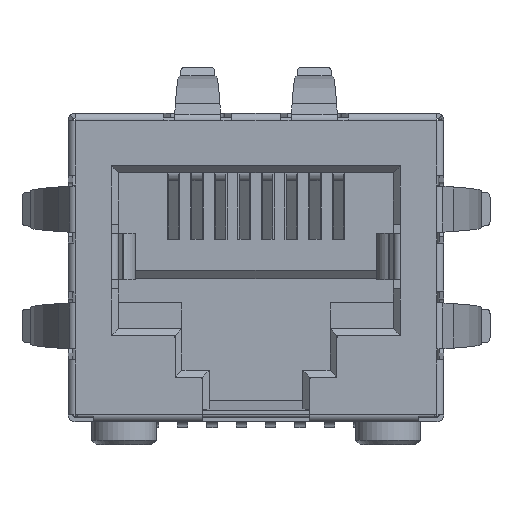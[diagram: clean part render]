
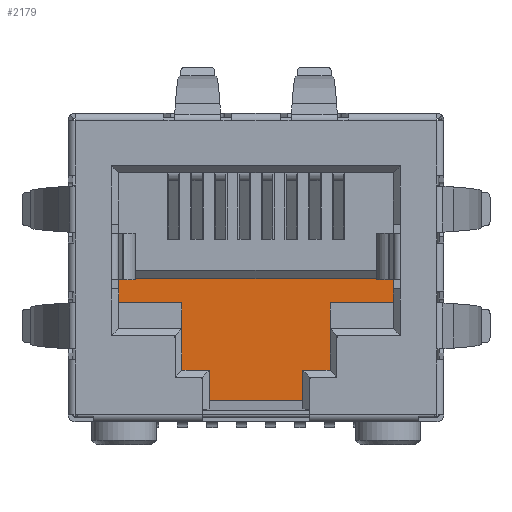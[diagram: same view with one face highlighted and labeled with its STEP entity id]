
A CAD part, front view. The second image highlights one B-rep face of the part: STEP entity #2179.
In plain terms, the highlighted planar face has unit normal (0, -1, 0).
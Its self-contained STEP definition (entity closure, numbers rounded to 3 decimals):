
#2179 = ADVANCED_FACE( '', ( #4513 ), #4514, .T. );
#4513 = FACE_OUTER_BOUND( '', #7451, .T. );
#4514 = PLANE( '', #7452 );
#7451 = EDGE_LOOP( '', ( #14017, #14018, #14019, #14020, #14021, #14022, #14023, #14024, #14025, #14026 ) );
#7452 = AXIS2_PLACEMENT_3D( '', #14027, #14028, #14029 );
#14017 = ORIENTED_EDGE( '', *, *, #16097, .F. );
#14018 = ORIENTED_EDGE( '', *, *, #17848, .T. );
#14019 = ORIENTED_EDGE( '', *, *, #16072, .T. );
#14020 = ORIENTED_EDGE( '', *, *, #17579, .T. );
#14021 = ORIENTED_EDGE( '', *, *, #15405, .T. );
#14022 = ORIENTED_EDGE( '', *, *, #16985, .T. );
#14023 = ORIENTED_EDGE( '', *, *, #17516, .T. );
#14024 = ORIENTED_EDGE( '', *, *, #17760, .F. );
#14025 = ORIENTED_EDGE( '', *, *, #18022, .T. );
#14026 = ORIENTED_EDGE( '', *, *, #18013, .T. );
#14027 = CARTESIAN_POINT( '', ( -5.95, 0.4, 4.105 ) );
#14028 = DIRECTION( '', ( 0., -1., 0. ) );
#14029 = DIRECTION( '', ( 0., 0., -1. ) );
#15405 = EDGE_CURVE( '', #18312, #18313, #18314, .T. );
#16072 = EDGE_CURVE( '', #19486, #19484, #19487, .T. );
#16097 = EDGE_CURVE( '', #19525, #19528, #19529, .T. );
#16985 = EDGE_CURVE( '', #18313, #19065, #20889, .T. );
#17516 = EDGE_CURVE( '', #19065, #21592, #21594, .T. );
#17579 = EDGE_CURVE( '', #19484, #18312, #21673, .T. );
#17760 = EDGE_CURVE( '', #21889, #21592, #21890, .T. );
#17848 = EDGE_CURVE( '', #19525, #19486, #21989, .T. );
#18013 = EDGE_CURVE( '', #20016, #19528, #22171, .T. );
#18022 = EDGE_CURVE( '', #21889, #20016, #22181, .T. );
#18312 = VERTEX_POINT( '', #22513 );
#18313 = VERTEX_POINT( '', #22514 );
#18314 = LINE( '', #22515, #22516 );
#19065 = VERTEX_POINT( '', #23608 );
#19484 = VERTEX_POINT( '', #24204 );
#19486 = VERTEX_POINT( '', #24207 );
#19487 = LINE( '', #24208, #24209 );
#19525 = VERTEX_POINT( '', #24272 );
#19528 = VERTEX_POINT( '', #24276 );
#19529 = LINE( '', #24277, #24278 );
#20016 = VERTEX_POINT( '', #25004 );
#20889 = LINE( '', #26411, #26412 );
#21592 = VERTEX_POINT( '', #27556 );
#21594 = LINE( '', #27559, #27560 );
#21673 = LINE( '', #27682, #27683 );
#21889 = VERTEX_POINT( '', #28074 );
#21890 = LINE( '', #28075, #28076 );
#21989 = LINE( '', #28255, #28256 );
#22171 = LINE( '', #28537, #28538 );
#22181 = LINE( '', #28550, #28551 );
#22513 = CARTESIAN_POINT( '', ( 3.205, 0.4, -1.525 ) );
#22514 = CARTESIAN_POINT( '', ( 5.95, 0.4, -1.525 ) );
#22515 = CARTESIAN_POINT( '', ( -5.95, 0.4, -1.525 ) );
#22516 = VECTOR( '', #28891, 1000. );
#23608 = CARTESIAN_POINT( '', ( 5.95, 0.4, -0.925 ) );
#24204 = CARTESIAN_POINT( '', ( 3.205, 0.4, -5.775 ) );
#24207 = CARTESIAN_POINT( '', ( -3.205, 0.4, -5.775 ) );
#24208 = CARTESIAN_POINT( '', ( -2.025, 0.4, -5.775 ) );
#24209 = VECTOR( '', #29661, 1000. );
#24272 = CARTESIAN_POINT( '', ( -3.205, 0.4, -1.525 ) );
#24276 = CARTESIAN_POINT( '', ( -5.95, 0.4, -1.525 ) );
#24277 = CARTESIAN_POINT( '', ( -5.95, 0.4, -1.525 ) );
#24278 = VECTOR( '', #29685, 1000. );
#25004 = CARTESIAN_POINT( '', ( -5.95, 0.4, -0.925 ) );
#26411 = CARTESIAN_POINT( '', ( 5.95, 0.4, -2.645 ) );
#26412 = VECTOR( '', #30553, 1000. );
#27556 = CARTESIAN_POINT( '', ( 5.95, 0.4, -0.475 ) );
#27559 = CARTESIAN_POINT( '', ( 5.95, 0.4, 4.105 ) );
#27560 = VECTOR( '', #31031, 1000. );
#27682 = CARTESIAN_POINT( '', ( 3.205, 0.4, -4.445 ) );
#27683 = VECTOR( '', #31087, 1000. );
#28074 = CARTESIAN_POINT( '', ( -5.95, 0.4, -0.475 ) );
#28075 = CARTESIAN_POINT( '', ( -5.95, 0.4, -0.475 ) );
#28076 = VECTOR( '', #31232, 1000. );
#28255 = CARTESIAN_POINT( '', ( -3.205, 0.4, -2.645 ) );
#28256 = VECTOR( '', #31294, 1000. );
#28537 = CARTESIAN_POINT( '', ( -5.95, 0.4, 4.105 ) );
#28538 = VECTOR( '', #31388, 1000. );
#28550 = CARTESIAN_POINT( '', ( -5.95, 0.4, 4.105 ) );
#28551 = VECTOR( '', #31394, 1000. );
#28891 = DIRECTION( '', ( 1., 0., 0. ) );
#29661 = DIRECTION( '', ( 1., 0., 0. ) );
#29685 = DIRECTION( '', ( -1., 0., 0. ) );
#30553 = DIRECTION( '', ( 0., 0., 1. ) );
#31031 = DIRECTION( '', ( 0., 0., 1. ) );
#31087 = DIRECTION( '', ( 0., 0., 1. ) );
#31232 = DIRECTION( '', ( 1., 0., 0. ) );
#31294 = DIRECTION( '', ( 0., 0., -1. ) );
#31388 = DIRECTION( '', ( 0., 0., -1. ) );
#31394 = DIRECTION( '', ( 0., 0., -1. ) );
